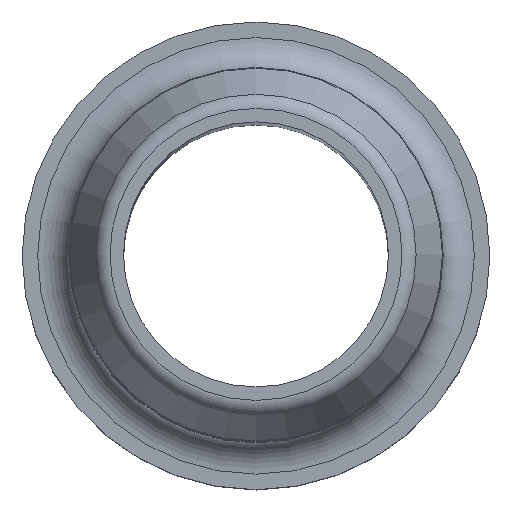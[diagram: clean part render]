
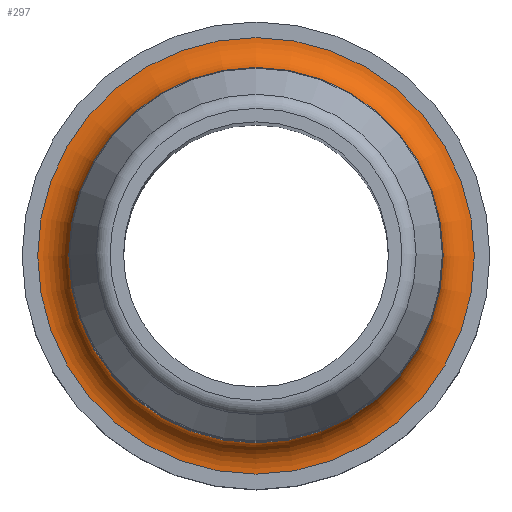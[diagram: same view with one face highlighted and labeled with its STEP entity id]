
A CAD part, top view. The second image highlights one B-rep face of the part: STEP entity #297.
In plain terms, the highlighted toroidal (fillet/blend) face has major radius 2.8 mm and minor radius 0.4 mm.
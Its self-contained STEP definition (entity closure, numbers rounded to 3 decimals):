
#72=ORIENTED_EDGE('',*,*,#107,.F.);
#73=ORIENTED_EDGE('',*,*,#108,.T.);
#107=EDGE_CURVE('',#133,#133,#159,.T.);
#108=EDGE_CURVE('',#134,#134,#160,.T.);
#133=VERTEX_POINT('',#530);
#134=VERTEX_POINT('',#533);
#159=CIRCLE('',#353,2.8);
#160=CIRCLE('',#355,2.4);
#202=EDGE_LOOP('',(#72));
#203=EDGE_LOOP('',(#73));
#254=FACE_BOUND('',#202,.T.);
#255=FACE_BOUND('',#203,.T.);
#277=TOROIDAL_SURFACE('',#354,2.8,0.4);
#297=ADVANCED_FACE('',(#254,#255),#277,.F.);
#353=AXIS2_PLACEMENT_3D('',#529,#441,#442);
#354=AXIS2_PLACEMENT_3D('',#531,#443,#444);
#355=AXIS2_PLACEMENT_3D('',#532,#445,#446);
#441=DIRECTION('',(0.,0.,-1.));
#442=DIRECTION('',(-1.,0.,0.));
#443=DIRECTION('',(0.,0.,-1.));
#444=DIRECTION('',(-1.,0.,0.));
#445=DIRECTION('',(0.,0.,-1.));
#446=DIRECTION('',(-1.,0.,0.));
#529=CARTESIAN_POINT('',(0.,0.,12.5));
#530=CARTESIAN_POINT('',(-2.8,0.,12.5));
#531=CARTESIAN_POINT('',(0.,0.,12.9));
#532=CARTESIAN_POINT('',(0.,0.,12.9));
#533=CARTESIAN_POINT('',(-2.4,0.,12.9));
